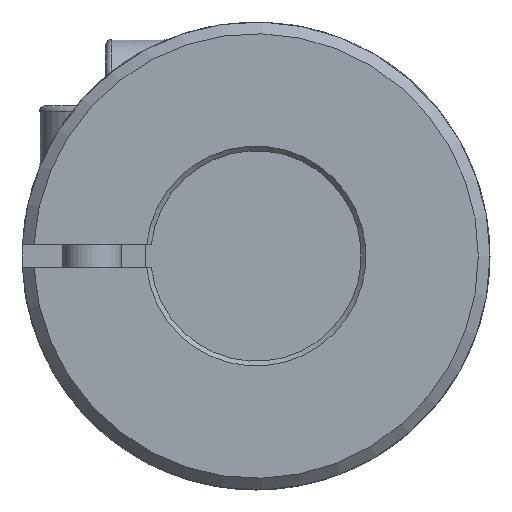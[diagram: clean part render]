
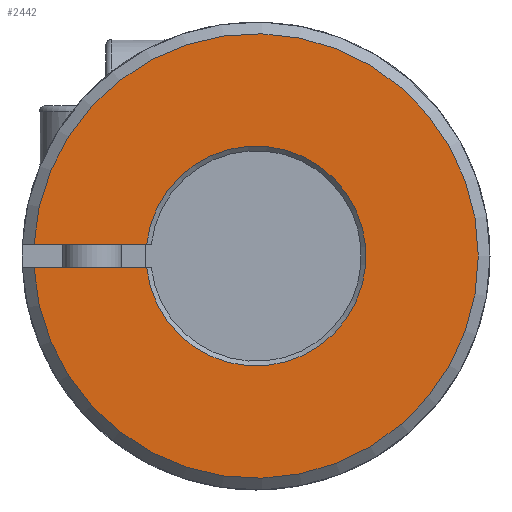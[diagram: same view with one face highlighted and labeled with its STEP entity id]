
A CAD part, left-side view. The second image highlights one B-rep face of the part: STEP entity #2442.
In plain terms, the highlighted planar face has unit normal (-1, 0, 0).
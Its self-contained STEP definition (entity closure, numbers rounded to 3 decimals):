
#33=PLANE('',#2562);
#94=LINE('',#3437,#204);
#95=LINE('',#3442,#205);
#204=VECTOR('',#2818,1000.);
#205=VECTOR('',#2821,1000.);
#336=ORIENTED_EDGE('',*,*,#831,.T.);
#337=ORIENTED_EDGE('',*,*,#832,.T.);
#338=ORIENTED_EDGE('',*,*,#833,.T.);
#339=ORIENTED_EDGE('',*,*,#834,.F.);
#831=EDGE_CURVE('',#1079,#1080,#94,.T.);
#832=EDGE_CURVE('',#1080,#1081,#1236,.T.);
#833=EDGE_CURVE('',#1081,#1082,#95,.T.);
#834=EDGE_CURVE('',#1079,#1082,#1237,.T.);
#1079=VERTEX_POINT('',#3438);
#1080=VERTEX_POINT('',#3439);
#1081=VERTEX_POINT('',#3441);
#1082=VERTEX_POINT('',#3443);
#1236=CIRCLE('',#2563,4.7);
#1237=CIRCLE('',#2564,9.5);
#1360=EDGE_LOOP('',(#336,#337,#338,#339));
#1500=FACE_BOUND('',#1360,.T.);
#2442=ADVANCED_FACE('',(#1500),#33,.F.);
#2562=AXIS2_PLACEMENT_3D('',#3436,#2816,#2817);
#2563=AXIS2_PLACEMENT_3D('',#3440,#2819,#2820);
#2564=AXIS2_PLACEMENT_3D('',#3444,#2822,#2823);
#2816=DIRECTION('',(1.,0.,0.));
#2817=DIRECTION('',(0.,0.,-1.));
#2818=DIRECTION('',(0.,-1.,0.));
#2819=DIRECTION('',(1.,0.,0.));
#2820=DIRECTION('',(0.,0.,-1.));
#2821=DIRECTION('',(0.,1.,0.));
#2822=DIRECTION('',(1.,0.,0.));
#2823=DIRECTION('',(0.,0.,-1.));
#3436=CARTESIAN_POINT('',(0.,0.,0.));
#3437=CARTESIAN_POINT('',(0.,20.,0.5));
#3438=CARTESIAN_POINT('',(0.,9.487,0.5));
#3439=CARTESIAN_POINT('',(0.,4.673,0.5));
#3440=CARTESIAN_POINT('',(0.,0.,0.));
#3441=CARTESIAN_POINT('',(0.,4.673,-0.5));
#3442=CARTESIAN_POINT('',(0.,0.,-0.5));
#3443=CARTESIAN_POINT('',(0.,9.487,-0.5));
#3444=CARTESIAN_POINT('',(0.,0.,0.));
